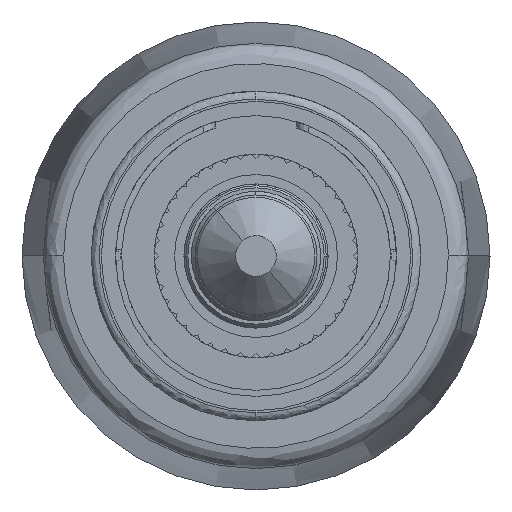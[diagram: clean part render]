
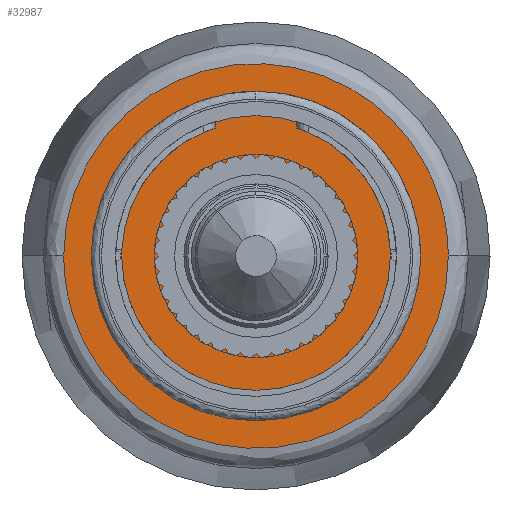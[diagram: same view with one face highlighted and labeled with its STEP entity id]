
A CAD part, left-side view. The second image highlights one B-rep face of the part: STEP entity #32987.
In plain terms, the highlighted face is planar.
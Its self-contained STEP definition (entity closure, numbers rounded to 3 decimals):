
#8859 = PLANE ( 'NONE',  #37831 ) ;
#8922 = CARTESIAN_POINT ( 'NONE',  ( -9.451, 16.75, -4.726 ) ) ;
#9442 = ORIENTED_EDGE ( 'NONE', *, *, #42104, .F. ) ;
#15103 = DIRECTION ( 'NONE',  ( 0., -1., 0. ) ) ;
#26663 = CARTESIAN_POINT ( 'NONE',  ( 0., 16.75, 4.726 ) ) ;
#27851 =( BOUNDED_CURVE ( )  B_SPLINE_CURVE ( 3, ( #26663, #44676, #8922, #50679 ),
 .UNSPECIFIED., .F., .F. ) 
 B_SPLINE_CURVE_WITH_KNOTS ( ( 4, 4 ),
 ( 0., 1. ),
 .UNSPECIFIED. ) 
 CURVE ( )  GEOMETRIC_REPRESENTATION_ITEM ( )  RATIONAL_B_SPLINE_CURVE ( ( 0.958, 0.319, 0.319, 0.958 ) ) 
 REPRESENTATION_ITEM ( '' )  );
#30568 =( BOUNDED_CURVE ( )  B_SPLINE_CURVE ( 3, ( #40138, #34375, #76096, #40414 ),
 .UNSPECIFIED., .F., .T. ) 
 B_SPLINE_CURVE_WITH_KNOTS ( ( 4, 4 ),
 ( 0., 1. ),
 .UNSPECIFIED. ) 
 CURVE ( )  GEOMETRIC_REPRESENTATION_ITEM ( )  RATIONAL_B_SPLINE_CURVE ( ( 0.958, 0.319, 0.319, 0.958 ) ) 
 REPRESENTATION_ITEM ( '' )  );
#32987 = ADVANCED_FACE ( 'NONE', ( #68361 ), #8859, .F. ) ;
#34375 = CARTESIAN_POINT ( 'NONE',  ( 9.451, 16.75, -4.726 ) ) ;
#37831 = AXIS2_PLACEMENT_3D ( 'NONE', #50870, #15103, #56850 ) ;
#40138 = CARTESIAN_POINT ( 'NONE',  ( 0., 16.75, -4.726 ) ) ;
#40414 = CARTESIAN_POINT ( 'NONE',  ( 0., 16.75, 4.726 ) ) ;
#42104 = EDGE_CURVE ( 'NONE', #69777, #57586, #27851, .T. ) ;
#44676 = CARTESIAN_POINT ( 'NONE',  ( -9.451, 16.75, 4.726 ) ) ;
#49166 = EDGE_LOOP ( 'NONE', ( #66744, #9442 ) ) ;
#50679 = CARTESIAN_POINT ( 'NONE',  ( 0., 16.75, -4.726 ) ) ;
#50870 = CARTESIAN_POINT ( 'NONE',  ( -4.782, 16.75, 4.782 ) ) ;
#51693 = CARTESIAN_POINT ( 'NONE',  ( 0., 16.75, -4.726 ) ) ;
#56850 = DIRECTION ( 'NONE',  ( 0., 0., -1. ) ) ;
#57586 = VERTEX_POINT ( 'NONE', #51693 ) ;
#62287 = CARTESIAN_POINT ( 'NONE',  ( 0., 16.75, 4.726 ) ) ;
#66744 = ORIENTED_EDGE ( 'NONE', *, *, #76333, .F. ) ;
#68361 = FACE_OUTER_BOUND ( 'NONE', #49166, .T. ) ;
#69777 = VERTEX_POINT ( 'NONE', #62287 ) ;
#76096 = CARTESIAN_POINT ( 'NONE',  ( 9.451, 16.75, 4.726 ) ) ;
#76333 = EDGE_CURVE ( 'NONE', #57586, #69777, #30568, .T. ) ;
